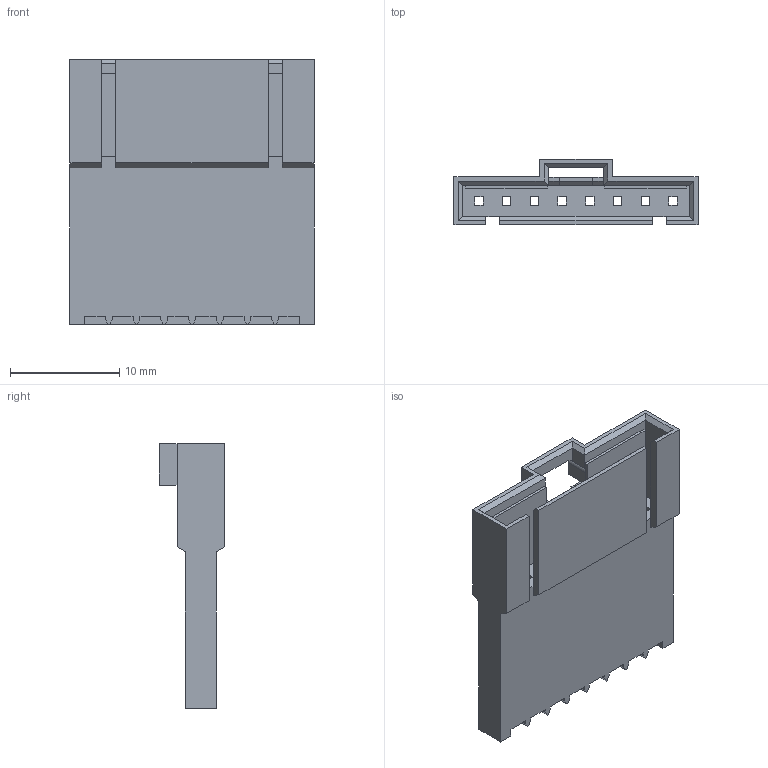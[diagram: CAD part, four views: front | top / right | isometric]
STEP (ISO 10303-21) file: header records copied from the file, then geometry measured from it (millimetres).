
FILE_DESCRIPTION((''),'2;1');
FILE_NAME('701070007','2008-06-25T',('PNB'),(''),'PRO/ENGINEER BY PARAMETRIC TECHNOLOGY CORPORATION, 2003451','PRO/ENGINEER BY PARAMETRIC TECHNOLOGY CORPORATION, 2003451','');
FILE_SCHEMA(('CONFIG_CONTROL_DESIGN'));
Length unit declared in the file: inch
Products named in the file (1): 701070007
Bounding box: 22.35 x 5.99 x 24.26 mm (x, y, z)
Volume: 921 mm3; surface area: 2669.3 mm2
Topology: 1 solids, 1 shells, 299 faces, 839 edges, 532 vertices
Faces by surface type: plane 297, cylinder 2
Entity records: 9473 total; most frequent: ORIENTED_EDGE 1678, CARTESIAN_POINT 1672, DIRECTION 1449, EDGE_CURVE 839, VECTOR 831, LINE 831, VERTEX_POINT 532, EDGE_LOOP 339
